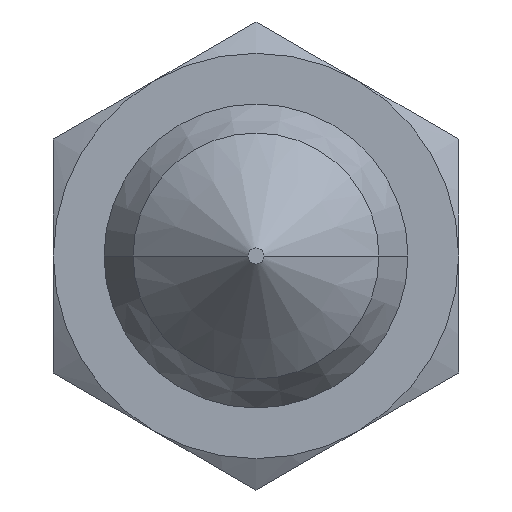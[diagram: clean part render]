
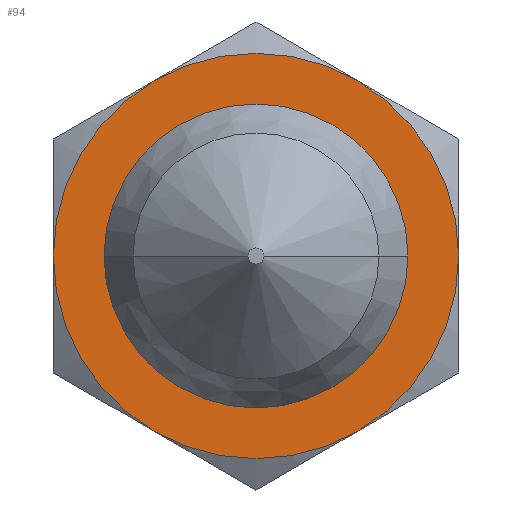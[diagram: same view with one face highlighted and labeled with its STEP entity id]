
A CAD part, left-side view. The second image highlights one B-rep face of the part: STEP entity #94.
In plain terms, the highlighted face is planar.
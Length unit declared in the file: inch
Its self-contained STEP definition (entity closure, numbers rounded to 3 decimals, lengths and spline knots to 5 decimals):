
#94 = ADVANCED_FACE ( 'NONE', ( #666, #718 ), #844, .T. ) ;
#107 = EDGE_LOOP ( 'NONE', ( #114, #133, #144, #138, #148, #202 ) ) ;
#114 = ORIENTED_EDGE ( 'NONE', *, *, #149, .F. ) ;
#115 = VERTEX_POINT ( 'NONE', #879 ) ;
#123 = EDGE_CURVE ( 'NONE', #115, #139, #845, .T. ) ;
#133 = ORIENTED_EDGE ( 'NONE', *, *, #141, .F. ) ;
#135 = EDGE_LOOP ( 'NONE', ( #136, #220 ) ) ;
#136 = ORIENTED_EDGE ( 'NONE', *, *, #204, .T. ) ;
#137 = VERTEX_POINT ( 'NONE', #834 ) ;
#138 = ORIENTED_EDGE ( 'NONE', *, *, #123, .F. ) ;
#139 = VERTEX_POINT ( 'NONE', #840 ) ;
#140 = VERTEX_POINT ( 'NONE', #829 ) ;
#141 = EDGE_CURVE ( 'NONE', #140, #146, #919, .T. ) ;
#144 = ORIENTED_EDGE ( 'NONE', *, *, #145, .F. ) ;
#145 = EDGE_CURVE ( 'NONE', #139, #140, #813, .T. ) ;
#146 = VERTEX_POINT ( 'NONE', #898 ) ;
#148 = ORIENTED_EDGE ( 'NONE', *, *, #216, .F. ) ;
#149 = EDGE_CURVE ( 'NONE', #146, #137, #812, .T. ) ;
#202 = ORIENTED_EDGE ( 'NONE', *, *, #207, .F. ) ;
#204 = EDGE_CURVE ( 'NONE', #323, #322, #984, .T. ) ;
#207 = EDGE_CURVE ( 'NONE', #137, #215, #1041, .T. ) ;
#215 = VERTEX_POINT ( 'NONE', #1020 ) ;
#216 = EDGE_CURVE ( 'NONE', #215, #115, #1011, .T. ) ;
#220 = ORIENTED_EDGE ( 'NONE', *, *, #378, .T. ) ;
#322 = VERTEX_POINT ( 'NONE', #1324 ) ;
#323 = VERTEX_POINT ( 'NONE', #1278 ) ;
#378 = EDGE_CURVE ( 'NONE', #322, #323, #1421, .T. ) ;
#666 = FACE_OUTER_BOUND ( 'NONE', #107, .T. ) ;
#718 = FACE_BOUND ( 'NONE', #135, .T. ) ;
#807 = CARTESIAN_POINT ( 'NONE',  ( 0., 0., -0.19685 ) ) ;
#808 = AXIS2_PLACEMENT_3D ( 'NONE', #807, #855, #854 ) ;
#812 = CIRCLE ( 'NONE', #851, 0.31496 ) ;
#813 = CIRCLE ( 'NONE', #808, 0.31496 ) ;
#818 = DIRECTION ( 'NONE',  ( -1., 0., 0. ) ) ;
#819 = DIRECTION ( 'NONE',  ( 0., 0., 1. ) ) ;
#820 = CARTESIAN_POINT ( 'NONE',  ( 0., 0., -0.19685 ) ) ;
#821 = AXIS2_PLACEMENT_3D ( 'NONE', #820, #819, #818 ) ;
#829 = CARTESIAN_POINT ( 'NONE',  ( -0.15748, 0.27276, -0.19685 ) ) ;
#834 = CARTESIAN_POINT ( 'NONE',  ( -0.15748, -0.27276, -0.19685 ) ) ;
#840 = CARTESIAN_POINT ( 'NONE',  ( 0.15748, 0.27276, -0.19685 ) ) ;
#844 = PLANE ( 'NONE',  #892 ) ;
#845 = CIRCLE ( 'NONE', #887, 0.31496 ) ;
#848 = DIRECTION ( 'NONE',  ( -1., 0., 0. ) ) ;
#849 = DIRECTION ( 'NONE',  ( 0., 0., 1. ) ) ;
#850 = CARTESIAN_POINT ( 'NONE',  ( 0., 0., -0.19685 ) ) ;
#851 = AXIS2_PLACEMENT_3D ( 'NONE', #850, #849, #848 ) ;
#854 = DIRECTION ( 'NONE',  ( -1., 0., 0. ) ) ;
#855 = DIRECTION ( 'NONE',  ( 0., 0., 1. ) ) ;
#863 = CARTESIAN_POINT ( 'NONE',  ( 0., 0.36369, -0.19685 ) ) ;
#879 = CARTESIAN_POINT ( 'NONE',  ( 0.31496, 0., -0.19685 ) ) ;
#884 = DIRECTION ( 'NONE',  ( 1., 0., 0. ) ) ;
#885 = DIRECTION ( 'NONE',  ( 0., 0., 1. ) ) ;
#886 = CARTESIAN_POINT ( 'NONE',  ( 0., 0., -0.19685 ) ) ;
#887 = AXIS2_PLACEMENT_3D ( 'NONE', #886, #885, #884 ) ;
#890 = DIRECTION ( 'NONE',  ( 0., 0., -1. ) ) ;
#892 = AXIS2_PLACEMENT_3D ( 'NONE', #863, #890, #914 ) ;
#898 = CARTESIAN_POINT ( 'NONE',  ( -0.31496, 0., -0.19685 ) ) ;
#914 = DIRECTION ( 'NONE',  ( -1., 0., 0. ) ) ;
#919 = CIRCLE ( 'NONE', #821, 0.31496 ) ;
#984 = CIRCLE ( 'NONE', #994, 0.19685 ) ;
#989 = DIRECTION ( 'NONE',  ( -1., 0., 0. ) ) ;
#990 = DIRECTION ( 'NONE',  ( 0., 0., 1. ) ) ;
#991 = AXIS2_PLACEMENT_3D ( 'NONE', #1040, #990, #989 ) ;
#994 = AXIS2_PLACEMENT_3D ( 'NONE', #1039, #1015, #1014 ) ;
#1007 = DIRECTION ( 'NONE',  ( -1., 0., 0. ) ) ;
#1008 = DIRECTION ( 'NONE',  ( 0., 0., 1. ) ) ;
#1009 = CARTESIAN_POINT ( 'NONE',  ( 0., 0., -0.19685 ) ) ;
#1010 = AXIS2_PLACEMENT_3D ( 'NONE', #1009, #1008, #1007 ) ;
#1011 = CIRCLE ( 'NONE', #1010, 0.31496 ) ;
#1014 = DIRECTION ( 'NONE',  ( -1., 0., 0. ) ) ;
#1015 = DIRECTION ( 'NONE',  ( 0., 0., 1. ) ) ;
#1020 = CARTESIAN_POINT ( 'NONE',  ( 0.15748, -0.27276, -0.19685 ) ) ;
#1039 = CARTESIAN_POINT ( 'NONE',  ( 0., 0., -0.19685 ) ) ;
#1040 = CARTESIAN_POINT ( 'NONE',  ( 0., 0., -0.19685 ) ) ;
#1041 = CIRCLE ( 'NONE', #991, 0.31496 ) ;
#1278 = CARTESIAN_POINT ( 'NONE',  ( 0.19685, 0., -0.19685 ) ) ;
#1324 = CARTESIAN_POINT ( 'NONE',  ( -0.19685, 0., -0.19685 ) ) ;
#1347 = DIRECTION ( 'NONE',  ( 0., 0., 1. ) ) ;
#1348 = CARTESIAN_POINT ( 'NONE',  ( 0., 0., -0.19685 ) ) ;
#1385 = AXIS2_PLACEMENT_3D ( 'NONE', #1348, #1347, #1389 ) ;
#1389 = DIRECTION ( 'NONE',  ( -1., 0., 0. ) ) ;
#1421 = CIRCLE ( 'NONE', #1385, 0.19685 ) ;
